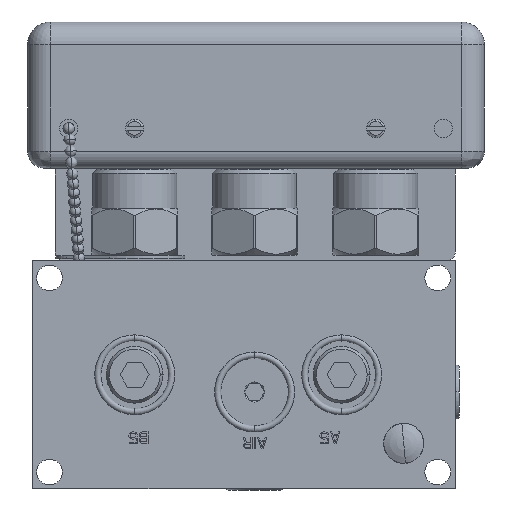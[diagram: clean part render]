
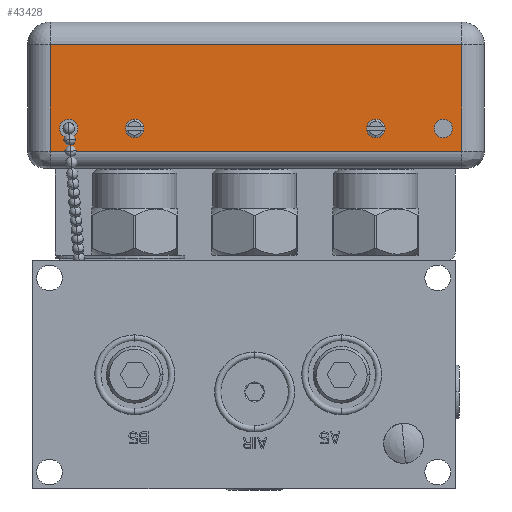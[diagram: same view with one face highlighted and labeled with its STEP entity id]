
A CAD part, front view. The second image highlights one B-rep face of the part: STEP entity #43428.
In plain terms, the highlighted face is planar.
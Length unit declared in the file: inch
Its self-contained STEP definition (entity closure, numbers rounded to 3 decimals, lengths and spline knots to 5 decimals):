
#42630=DIRECTION('',(0.,0.,-1.));
#42631=VECTOR('',#42630,4.5);
#42632=CARTESIAN_POINT('',(0.775,1.413,2.25));
#42633=LINE('',#42632,#42631);
#42634=DIRECTION('',(0.,0.,1.));
#42635=VECTOR('',#42634,4.5);
#42636=CARTESIAN_POINT('',(0.775,0.25,-2.25));
#42637=LINE('',#42636,#42635);
#42638=DIRECTION('',(0.,1.,0.));
#42639=VECTOR('',#42638,1.163);
#42640=CARTESIAN_POINT('',(0.775,0.25,2.25));
#42641=LINE('',#42640,#42639);
#42642=CARTESIAN_POINT('',(0.775,1.165,-1.328));
#42643=DIRECTION('',(1.,0.,0.));
#42644=DIRECTION('',(0.,-1.,0.));
#42645=AXIS2_PLACEMENT_3D('',#42642,#42643,#42644);
#42647=CARTESIAN_POINT('',(0.775,1.165,-1.328));
#42648=DIRECTION('',(1.,0.,0.));
#42649=DIRECTION('',(0.,1.,0.));
#42650=AXIS2_PLACEMENT_3D('',#42647,#42648,#42649);
#42652=CARTESIAN_POINT('',(0.775,1.165,1.312));
#42653=DIRECTION('',(1.,0.,0.));
#42654=DIRECTION('',(0.,-1.,0.));
#42655=AXIS2_PLACEMENT_3D('',#42652,#42653,#42654);
#42657=CARTESIAN_POINT('',(0.775,1.165,1.312));
#42658=DIRECTION('',(1.,0.,0.));
#42659=DIRECTION('',(0.,1.,0.));
#42660=AXIS2_PLACEMENT_3D('',#42657,#42658,#42659);
#42662=CARTESIAN_POINT('',(0.775,1.165,-2.05));
#42663=DIRECTION('',(-1.,0.,0.));
#42664=DIRECTION('',(0.,-1.,0.));
#42665=AXIS2_PLACEMENT_3D('',#42662,#42663,#42664);
#42667=CARTESIAN_POINT('',(0.775,1.165,-2.05));
#42668=DIRECTION('',(-1.,0.,0.));
#42669=DIRECTION('',(0.,1.,0.));
#42670=AXIS2_PLACEMENT_3D('',#42667,#42668,#42669);
#42672=CARTESIAN_POINT('',(0.775,1.165,2.05));
#42673=DIRECTION('',(-1.,0.,0.));
#42674=DIRECTION('',(0.,-1.,0.));
#42675=AXIS2_PLACEMENT_3D('',#42672,#42673,#42674);
#42677=CARTESIAN_POINT('',(0.775,1.165,2.05));
#42678=DIRECTION('',(-1.,0.,0.));
#42679=DIRECTION('',(0.,1.,0.));
#42680=AXIS2_PLACEMENT_3D('',#42677,#42678,#42679);
#42841=DIRECTION('',(0.,1.,0.));
#42842=VECTOR('',#42841,1.163);
#42843=CARTESIAN_POINT('',(0.775,0.25,-2.25));
#42844=LINE('',#42843,#42842);
#43096=CARTESIAN_POINT('',(0.775,0.25,-2.25));
#43098=VERTEX_POINT('',#43096);
#43103=CARTESIAN_POINT('',(0.775,0.25,2.25));
#43104=VERTEX_POINT('',#43103);
#43123=CARTESIAN_POINT('',(0.775,1.413,-2.25));
#43125=VERTEX_POINT('',#43123);
#43149=CARTESIAN_POINT('',(0.775,1.413,2.25));
#43150=VERTEX_POINT('',#43149);
#43151=CARTESIAN_POINT('',(0.775,1.0645,-1.328));
#43152=CARTESIAN_POINT('',(0.775,1.2655,-1.328));
#43153=VERTEX_POINT('',#43151);
#43154=VERTEX_POINT('',#43152);
#43159=CARTESIAN_POINT('',(0.775,1.065,-2.05));
#43160=CARTESIAN_POINT('',(0.775,1.265,-2.05));
#43161=VERTEX_POINT('',#43159);
#43162=VERTEX_POINT('',#43160);
#43167=CARTESIAN_POINT('',(0.775,1.0645,1.312));
#43168=CARTESIAN_POINT('',(0.775,1.2655,1.312));
#43169=VERTEX_POINT('',#43167);
#43170=VERTEX_POINT('',#43168);
#43223=CARTESIAN_POINT('',(0.775,1.065,2.05));
#43224=CARTESIAN_POINT('',(0.775,1.265,2.05));
#43225=VERTEX_POINT('',#43223);
#43226=VERTEX_POINT('',#43224);
#43392=CARTESIAN_POINT('',(0.775,0.,2.25));
#43393=DIRECTION('',(1.,0.,0.));
#43394=DIRECTION('',(0.,0.,-1.));
#43395=AXIS2_PLACEMENT_3D('',#43392,#43393,#43394);
#43396=PLANE('',#43395);
#43398=ORIENTED_EDGE('',*,*,#43397,.T.);
#43400=ORIENTED_EDGE('',*,*,#43399,.F.);
#43401=ORIENTED_EDGE('',*,*,#43255,.T.);
#43402=ORIENTED_EDGE('',*,*,#43282,.T.);
#43403=EDGE_LOOP('',(#43398,#43400,#43401,#43402));
#43404=FACE_OUTER_BOUND('',#43403,.F.);
#43406=ORIENTED_EDGE('',*,*,#43405,.T.);
#43408=ORIENTED_EDGE('',*,*,#43407,.T.);
#43409=EDGE_LOOP('',(#43406,#43408));
#43410=FACE_BOUND('',#43409,.F.);
#43411=ORIENTED_EDGE('',*,*,#43382,.T.);
#43413=ORIENTED_EDGE('',*,*,#43412,.T.);
#43414=EDGE_LOOP('',(#43411,#43413));
#43415=FACE_BOUND('',#43414,.F.);
#43417=ORIENTED_EDGE('',*,*,#43416,.F.);
#43419=ORIENTED_EDGE('',*,*,#43418,.F.);
#43420=EDGE_LOOP('',(#43417,#43419));
#43421=FACE_BOUND('',#43420,.F.);
#43423=ORIENTED_EDGE('',*,*,#43422,.F.);
#43425=ORIENTED_EDGE('',*,*,#43424,.F.);
#43426=EDGE_LOOP('',(#43423,#43425));
#43427=FACE_BOUND('',#43426,.F.);
#43428=ADVANCED_FACE('',(#43404,#43410,#43415,#43421,#43427),#43396,.T.);
#42646=CIRCLE('',#42645,0.1005);
#42651=CIRCLE('',#42650,0.1005);
#42656=CIRCLE('',#42655,0.1005);
#42661=CIRCLE('',#42660,0.1005);
#42666=CIRCLE('',#42665,0.1);
#42671=CIRCLE('',#42670,0.1);
#42676=CIRCLE('',#42675,0.1);
#42681=CIRCLE('',#42680,0.1);
#43255=EDGE_CURVE('',#43098,#43104,#42637,.T.);
#43282=EDGE_CURVE('',#43104,#43150,#42641,.T.);
#43382=EDGE_CURVE('',#43169,#43170,#42656,.T.);
#43397=EDGE_CURVE('',#43150,#43125,#42633,.T.);
#43399=EDGE_CURVE('',#43098,#43125,#42844,.T.);
#43405=EDGE_CURVE('',#43153,#43154,#42646,.T.);
#43407=EDGE_CURVE('',#43154,#43153,#42651,.T.);
#43412=EDGE_CURVE('',#43170,#43169,#42661,.T.);
#43416=EDGE_CURVE('',#43161,#43162,#42666,.T.);
#43418=EDGE_CURVE('',#43162,#43161,#42671,.T.);
#43422=EDGE_CURVE('',#43225,#43226,#42676,.T.);
#43424=EDGE_CURVE('',#43226,#43225,#42681,.T.);
